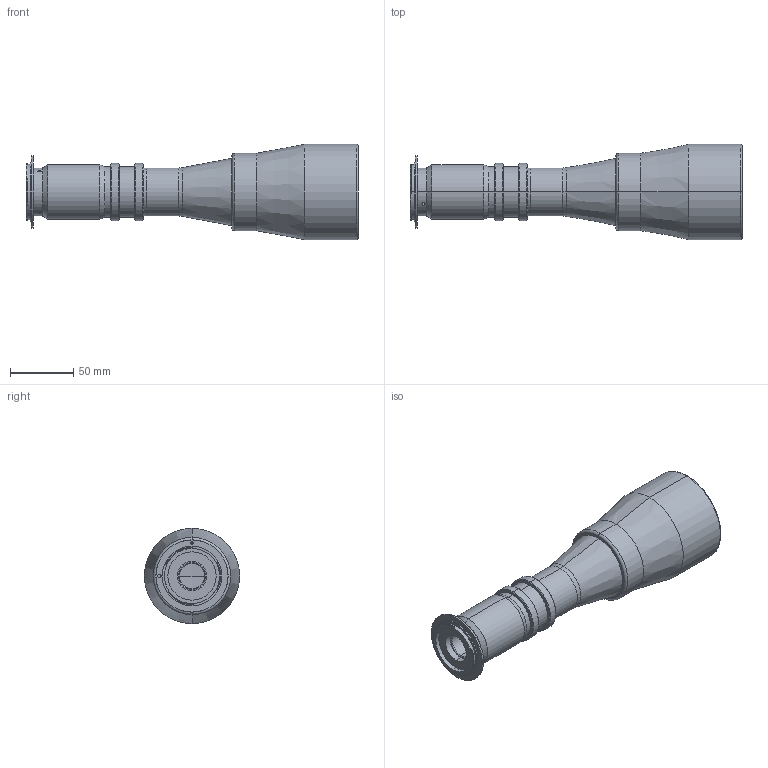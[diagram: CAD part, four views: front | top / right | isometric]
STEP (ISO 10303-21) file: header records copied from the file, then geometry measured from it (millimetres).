
FILE_DESCRIPTION (( 'STEP AP214' ), '1' );
FILE_NAME ('2M48_F.STEP', '2013-05-11T10:49:27', ( 'Work' ), ( '' ), 'SwSTEP 2.0', 'SolidWorks 2013', '' );
FILE_SCHEMA (( 'AUTOMOTIVE_DESIGN' ));
Length unit declared in the file: millimetre
Products named in the file (1): 2M48_F
Bounding box: 261.72 x 75 x 75 mm (x, y, z)
Surface area: 66670.1 mm2 (no closed solid volume)
Topology: 0 solids, 10 shells, 127 faces, 344 edges, 232 vertices
Faces by surface type: cylinder 63, plane 29, cone 27, torus 6, sphere 2
Entity records: 5887 total; most frequent: CARTESIAN_POINT 1194, DIRECTION 750, ORIENTED_EDGE 588, EDGE_CURVE 344, AXIS2_PLACEMENT_3D 310, VERTEX_POINT 232, CIRCLE 182, EDGE_LOOP 154
